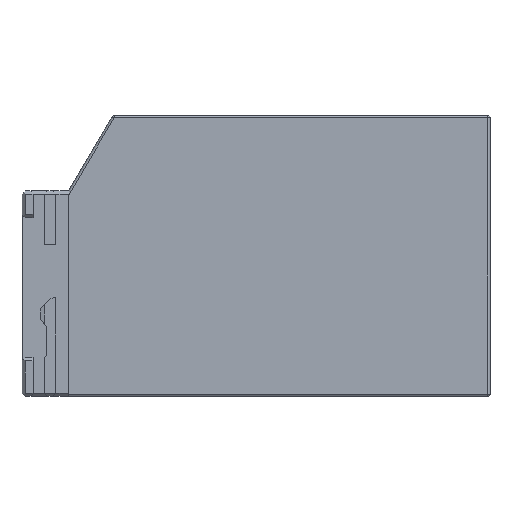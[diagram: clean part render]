
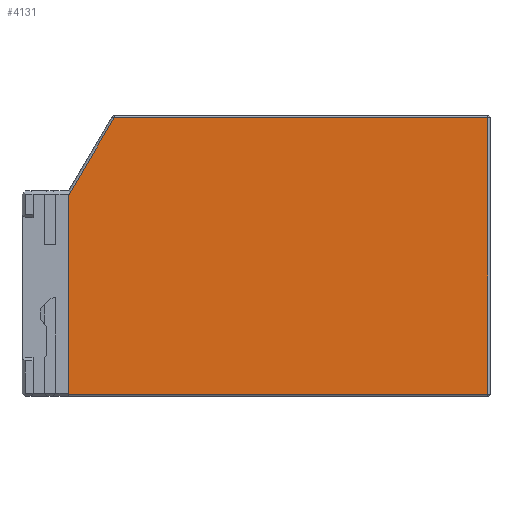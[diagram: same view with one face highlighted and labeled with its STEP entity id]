
A CAD part, top view. The second image highlights one B-rep face of the part: STEP entity #4131.
In plain terms, the highlighted planar face has unit normal (0, 0, 1).
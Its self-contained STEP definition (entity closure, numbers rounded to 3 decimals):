
#1622=DIRECTION('',(-1.,0.,0.));
#1623=VECTOR('',#1622,94.5);
#1624=CARTESIAN_POINT('',(164.369,-62.331,22.85));
#1625=LINE('',#1624,#1623);
#1636=DIRECTION('',(0.,-1.,0.));
#1637=VECTOR('',#1636,44.814);
#1638=CARTESIAN_POINT('',(69.869,-17.518,22.85));
#1639=LINE('',#1638,#1637);
#1643=DIRECTION('',(-0.507,-0.862,0.));
#1644=VECTOR('',#1643,20.287);
#1645=CARTESIAN_POINT('',(80.155,-0.031,22.85));
#1646=LINE('',#1645,#1644);
#1667=CARTESIAN_POINT('',(69.869,-17.518,22.85));
#1703=DIRECTION('',(1.,0.,0.));
#1704=VECTOR('',#1703,84.214);
#1705=CARTESIAN_POINT('',(80.155,-0.031,22.85));
#1706=LINE('',#1705,#1704);
#1741=DIRECTION('',(0.,-1.,0.));
#1742=VECTOR('',#1741,62.3);
#1743=CARTESIAN_POINT('',(164.369,-0.031,22.85));
#1744=LINE('',#1743,#1742);
#2453=CARTESIAN_POINT('',(80.155,-0.031,22.85));
#2455=VERTEX_POINT('',#2453);
#2459=VERTEX_POINT('',#1667);
#2462=CARTESIAN_POINT('',(164.369,-0.031,22.85));
#2464=VERTEX_POINT('',#2462);
#2468=CARTESIAN_POINT('',(164.369,-62.331,22.85));
#2470=VERTEX_POINT('',#2468);
#2475=CARTESIAN_POINT('',(69.869,-62.331,22.85));
#2477=VERTEX_POINT('',#2475);
#4116=CARTESIAN_POINT('',(117.119,-31.181,22.85));
#4117=DIRECTION('',(0.,0.,1.));
#4118=DIRECTION('',(0.,-1.,0.));
#4119=AXIS2_PLACEMENT_3D('',#4116,#4117,#4118);
#4120=PLANE('',#4119);
#4121=ORIENTED_EDGE('',*,*,#4108,.T.);
#4122=ORIENTED_EDGE('',*,*,#4097,.F.);
#4124=ORIENTED_EDGE('',*,*,#4123,.F.);
#4126=ORIENTED_EDGE('',*,*,#4125,.T.);
#4128=ORIENTED_EDGE('',*,*,#4127,.T.);
#4129=EDGE_LOOP('',(#4121,#4122,#4124,#4126,#4128));
#4130=FACE_OUTER_BOUND('',#4129,.F.);
#4097=EDGE_CURVE('',#2459,#2477,#1639,.T.);
#4108=EDGE_CURVE('',#2470,#2477,#1625,.T.);
#4123=EDGE_CURVE('',#2455,#2459,#1646,.T.);
#4125=EDGE_CURVE('',#2455,#2464,#1706,.T.);
#4127=EDGE_CURVE('',#2464,#2470,#1744,.T.);
#4131=ADVANCED_FACE('',(#4130),#4120,.T.);
